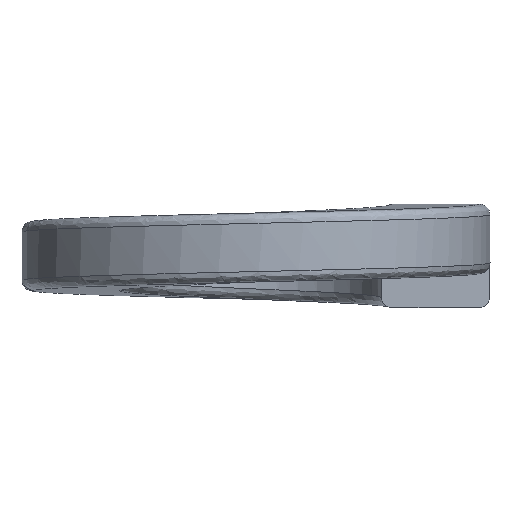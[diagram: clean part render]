
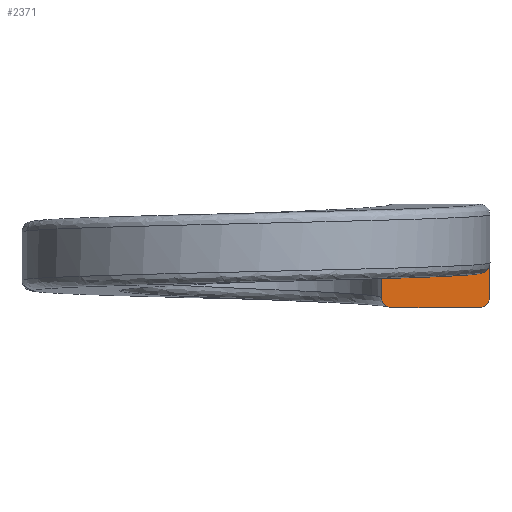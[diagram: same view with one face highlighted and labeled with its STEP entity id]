
A CAD part, left-side view. The second image highlights one B-rep face of the part: STEP entity #2371.
In plain terms, the highlighted planar face has unit normal (-0.998, -0.062, 0).
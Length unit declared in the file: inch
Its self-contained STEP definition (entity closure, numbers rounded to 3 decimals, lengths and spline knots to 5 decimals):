
#933=CARTESIAN_POINT('',(0.00818,-0.13125,
0.04681));
#934=CARTESIAN_POINT('',(0.00818,-0.13125,
0.04587));
#935=CARTESIAN_POINT('',(0.00819,-0.13148,
0.04404));
#936=CARTESIAN_POINT('',(0.00826,-0.13259,
0.04132));
#937=CARTESIAN_POINT('',(0.00837,-0.13432,
0.03908));
#938=CARTESIAN_POINT('',(0.00851,-0.13656,
0.03734));
#939=CARTESIAN_POINT('',(0.00867,-0.13927,
0.03623));
#940=CARTESIAN_POINT('',(0.00879,-0.14109,
0.036));
#941=CARTESIAN_POINT('',(0.00885,-0.14202,
0.036));
#943=DIRECTION('',(0.,0.,-1.));
#944=VECTOR('',#943,0.05038);
#945=CARTESIAN_POINT('',(0.00818,-0.13125,
0.09719));
#946=LINE('',#945,#944);
#947=CARTESIAN_POINT('',(0.00885,-0.14202,0.108));
#948=CARTESIAN_POINT('',(0.00879,-0.14109,0.108));
#949=CARTESIAN_POINT('',(0.00867,-0.13927,
0.10777));
#950=CARTESIAN_POINT('',(0.00851,-0.13655,
0.10665));
#951=CARTESIAN_POINT('',(0.00837,-0.13432,
0.10492));
#952=CARTESIAN_POINT('',(0.00826,-0.13259,
0.10268));
#953=CARTESIAN_POINT('',(0.00819,-0.13148,
0.09996));
#954=CARTESIAN_POINT('',(0.00818,-0.13125,
0.09813));
#955=CARTESIAN_POINT('',(0.00818,-0.13125,
0.09719));
#957=DIRECTION('',(-0.062,0.998,0.));
#958=VECTOR('',#957,0.0914);
#959=CARTESIAN_POINT('',(0.01453,-0.23325,0.108));
#960=LINE('',#959,#958);
#961=CARTESIAN_POINT('',(0.0152,-0.24403,
0.0972));
#962=CARTESIAN_POINT('',(0.0152,-0.24403,
0.09814));
#963=CARTESIAN_POINT('',(0.01519,-0.2438,
0.09996));
#964=CARTESIAN_POINT('',(0.01512,-0.24268,
0.10268));
#965=CARTESIAN_POINT('',(0.01501,-0.24095,
0.10492));
#966=CARTESIAN_POINT('',(0.01487,-0.23872,
0.10666));
#967=CARTESIAN_POINT('',(0.0147,-0.23601,
0.10777));
#968=CARTESIAN_POINT('',(0.01459,-0.23419,0.108));
#969=CARTESIAN_POINT('',(0.01453,-0.23325,0.108));
#971=DIRECTION('',(0.,0.,1.));
#972=VECTOR('',#971,0.05039);
#973=CARTESIAN_POINT('',(0.0152,-0.24403,
0.0468));
#974=LINE('',#973,#972);
#975=CARTESIAN_POINT('',(0.01453,-0.23325,0.036));
#976=CARTESIAN_POINT('',(0.01459,-0.23419,
0.036));
#977=CARTESIAN_POINT('',(0.0147,-0.23601,
0.03623));
#978=CARTESIAN_POINT('',(0.01487,-0.23872,
0.03735));
#979=CARTESIAN_POINT('',(0.01501,-0.24096,
0.03908));
#980=CARTESIAN_POINT('',(0.01512,-0.24269,
0.04132));
#981=CARTESIAN_POINT('',(0.01519,-0.2438,
0.04404));
#982=CARTESIAN_POINT('',(0.0152,-0.24403,
0.04586));
#983=CARTESIAN_POINT('',(0.0152,-0.24403,
0.0468));
#985=DIRECTION('',(0.062,-0.998,0.));
#986=VECTOR('',#985,0.0914);
#987=CARTESIAN_POINT('',(0.00885,-0.14202,
0.036));
#988=LINE('',#987,#986);
#1008=VERTEX_POINT('',#933);
#1009=VERTEX_POINT('',#941);
#1014=VERTEX_POINT('',#947);
#1015=VERTEX_POINT('',#955);
#1020=VERTEX_POINT('',#975);
#1021=VERTEX_POINT('',#983);
#1026=VERTEX_POINT('',#961);
#1027=VERTEX_POINT('',#969);
#2353=CARTESIAN_POINT('',(0.0152,-0.24403,0.036));
#2354=DIRECTION('',(-0.998,-0.062,0.));
#2355=DIRECTION('',(-0.062,0.998,0.));
#2356=AXIS2_PLACEMENT_3D('',#2353,#2354,#2355);
#2357=PLANE('',#2356);
#2358=ORIENTED_EDGE('',*,*,#2345,.F.);
#2359=ORIENTED_EDGE('',*,*,#1274,.F.);
#2361=ORIENTED_EDGE('',*,*,#2360,.F.);
#2362=ORIENTED_EDGE('',*,*,#1586,.F.);
#2364=ORIENTED_EDGE('',*,*,#2363,.F.);
#2365=ORIENTED_EDGE('',*,*,#1824,.F.);
#2367=ORIENTED_EDGE('',*,*,#2366,.F.);
#2368=ORIENTED_EDGE('',*,*,#2131,.F.);
#2369=EDGE_LOOP('',(#2358,#2359,#2361,#2362,#2364,#2365,#2367,#2368));
#2370=FACE_OUTER_BOUND('',#2369,.F.);
#942=B_SPLINE_CURVE_WITH_KNOTS('',3,(#933,#934,#935,#936,#937,#938,#939,#940,
#941),.UNSPECIFIED.,.F.,.F.,(4,1,1,1,1,1,4),(0.,0.16667,
0.33333,0.5,0.66667,0.83333,1.),
.UNSPECIFIED.);
#956=B_SPLINE_CURVE_WITH_KNOTS('',3,(#947,#948,#949,#950,#951,#952,#953,#954,
#955),.UNSPECIFIED.,.F.,.F.,(4,1,1,1,1,1,4),(0.,0.16667,
0.33333,0.5,0.66667,0.83333,1.),
.UNSPECIFIED.);
#970=B_SPLINE_CURVE_WITH_KNOTS('',3,(#961,#962,#963,#964,#965,#966,#967,#968,
#969),.UNSPECIFIED.,.F.,.F.,(4,1,1,1,1,1,4),(0.,0.16667,
0.33333,0.5,0.66667,0.83333,1.),
.UNSPECIFIED.);
#984=B_SPLINE_CURVE_WITH_KNOTS('',3,(#975,#976,#977,#978,#979,#980,#981,#982,
#983),.UNSPECIFIED.,.F.,.F.,(4,1,1,1,1,1,4),(0.,0.16667,
0.33333,0.5,0.66667,0.83333,1.),
.UNSPECIFIED.);
#1274=EDGE_CURVE('',#1015,#1008,#946,.T.);
#1586=EDGE_CURVE('',#1027,#1014,#960,.T.);
#1824=EDGE_CURVE('',#1021,#1026,#974,.T.);
#2131=EDGE_CURVE('',#1009,#1020,#988,.T.);
#2345=EDGE_CURVE('',#1008,#1009,#942,.T.);
#2360=EDGE_CURVE('',#1014,#1015,#956,.T.);
#2363=EDGE_CURVE('',#1026,#1027,#970,.T.);
#2366=EDGE_CURVE('',#1020,#1021,#984,.T.);
#2371=ADVANCED_FACE('',(#2370),#2357,.T.);
